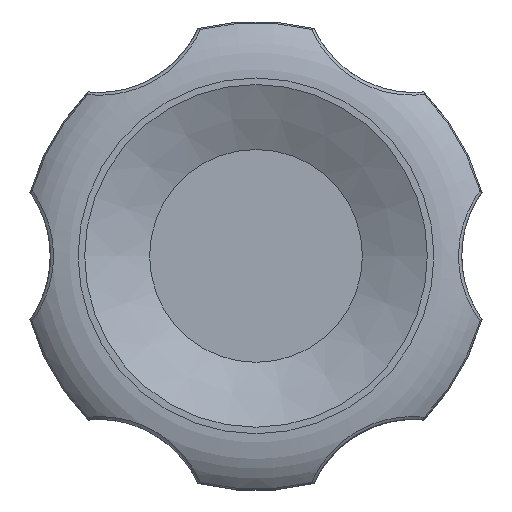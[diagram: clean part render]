
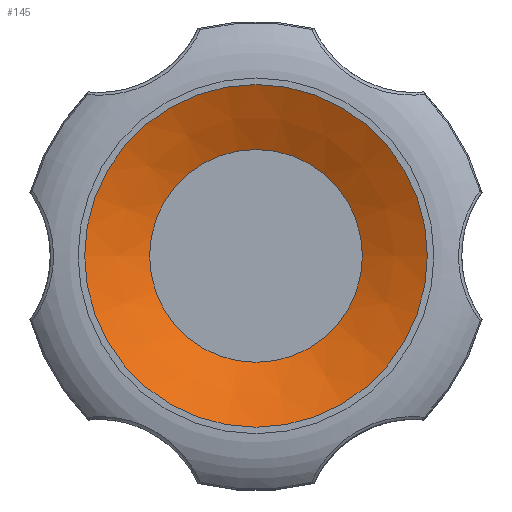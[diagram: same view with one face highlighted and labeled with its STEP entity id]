
A CAD part, top view. The second image highlights one B-rep face of the part: STEP entity #145.
In plain terms, the highlighted conical face has half-angle 64.269 degrees and reference radius 10.95 mm.
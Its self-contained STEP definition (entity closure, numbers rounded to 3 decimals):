
#145 = ADVANCED_FACE( '', ( #314, #315 ), #316, .F. );
#314 = FACE_BOUND( '', #1632, .T. );
#315 = FACE_OUTER_BOUND( '', #1633, .T. );
#316 = CONICAL_SURFACE( '', #1634, 10.95, 1.122 );
#1632 = EDGE_LOOP( '', ( #3539 ) );
#1633 = EDGE_LOOP( '', ( #3540 ) );
#1634 = AXIS2_PLACEMENT_3D( '', #3541, #3542, #3543 );
#3539 = ORIENTED_EDGE( '', *, *, #3790, .F. );
#3540 = ORIENTED_EDGE( '', *, *, #3799, .T. );
#3541 = CARTESIAN_POINT( '', ( 0., 0., 24. ) );
#3542 = DIRECTION( '', ( 0., 0., 1. ) );
#3543 = DIRECTION( '', ( 1., 0., 0. ) );
#3790 = EDGE_CURVE( '', #4017, #4017, #4018, .T. );
#3799 = EDGE_CURVE( '', #4032, #4032, #4033, .T. );
#4017 = VERTEX_POINT( '', #4899 );
#4018 = CIRCLE( '', #4900, 6.8 );
#4032 = VERTEX_POINT( '', #4938 );
#4033 = CIRCLE( '', #4939, 10.95 );
#4899 = CARTESIAN_POINT( '', ( 6.8, 0., 22. ) );
#4900 = AXIS2_PLACEMENT_3D( '', #6534, #6535, #6536 );
#4938 = CARTESIAN_POINT( '', ( 10.95, 0., 24. ) );
#4939 = AXIS2_PLACEMENT_3D( '', #6542, #6543, #6544 );
#6534 = CARTESIAN_POINT( '', ( 0., 0., 22. ) );
#6535 = DIRECTION( '', ( 0., 0., 1. ) );
#6536 = DIRECTION( '', ( 1., 0., 0. ) );
#6542 = CARTESIAN_POINT( '', ( 0., 0., 24. ) );
#6543 = DIRECTION( '', ( 0., 0., 1. ) );
#6544 = DIRECTION( '', ( 1., 0., 0. ) );
